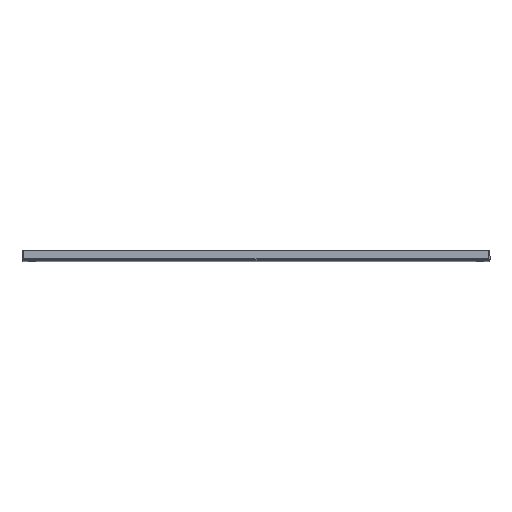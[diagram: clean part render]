
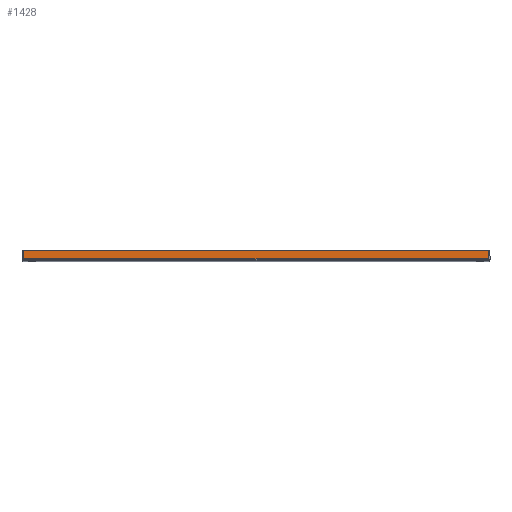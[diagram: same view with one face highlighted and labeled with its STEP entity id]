
A CAD part, top view. The second image highlights one B-rep face of the part: STEP entity #1428.
In plain terms, the highlighted planar face has unit normal (0, 0, 1).
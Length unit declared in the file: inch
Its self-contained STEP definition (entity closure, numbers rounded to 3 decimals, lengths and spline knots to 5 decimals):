
#24 = VERTEX_POINT ( 'NONE', #534 ) ;
#38 = EDGE_CURVE ( 'NONE', #24, #975, #81, .T. ) ;
#42 = VERTEX_POINT ( 'NONE', #414 ) ;
#58 = ORIENTED_EDGE ( 'NONE', *, *, #38, .T. ) ;
#81 = LINE ( 'NONE', #1465, #786 ) ;
#106 = EDGE_CURVE ( 'NONE', #975, #42, #1475, .T. ) ;
#122 = EDGE_CURVE ( 'NONE', #42, #1312, #190, .T. ) ;
#182 = CARTESIAN_POINT ( 'NONE',  ( -17.125, 0.125, 19. ) ) ;
#190 = LINE ( 'NONE', #211, #1322 ) ;
#211 = CARTESIAN_POINT ( 'NONE',  ( -17.125, 0.095, 19. ) ) ;
#229 = ORIENTED_EDGE ( 'NONE', *, *, #122, .T. ) ;
#260 = VECTOR ( 'NONE', #1203, 39.37008 ) ;
#287 = EDGE_LOOP ( 'NONE', ( #58, #436, #229, #402 ) ) ;
#402 = ORIENTED_EDGE ( 'NONE', *, *, #1155, .F. ) ;
#403 = DIRECTION ( 'NONE',  ( 0., 1., 0. ) ) ;
#414 = CARTESIAN_POINT ( 'NONE',  ( -17.125, 0.75, 19. ) ) ;
#430 = DIRECTION ( 'NONE',  ( 0., 1., 0. ) ) ;
#436 = ORIENTED_EDGE ( 'NONE', *, *, #106, .T. ) ;
#482 = CARTESIAN_POINT ( 'NONE',  ( 17.125, 0.75, 19. ) ) ;
#534 = CARTESIAN_POINT ( 'NONE',  ( 17.125, 0.125, 19. ) ) ;
#539 = PLANE ( 'NONE',  #591 ) ;
#591 = AXIS2_PLACEMENT_3D ( 'NONE', #874, #1253, #430 ) ;
#645 = DIRECTION ( 'NONE',  ( 0., -1., 0. ) ) ;
#760 = DIRECTION ( 'NONE',  ( -1., 0., 0. ) ) ;
#786 = VECTOR ( 'NONE', #403, 39.37008 ) ;
#796 = FACE_OUTER_BOUND ( 'NONE', #287, .T. ) ;
#874 = CARTESIAN_POINT ( 'NONE',  ( 17.125, 0.09379, 19. ) ) ;
#975 = VERTEX_POINT ( 'NONE', #482 ) ;
#1139 = VECTOR ( 'NONE', #760, 39.37008 ) ;
#1155 = EDGE_CURVE ( 'NONE', #24, #1312, #1315, .T. ) ;
#1196 = CARTESIAN_POINT ( 'NONE',  ( -17.125, 0.125, 19. ) ) ;
#1203 = DIRECTION ( 'NONE',  ( -1., 0., 0. ) ) ;
#1253 = DIRECTION ( 'NONE',  ( 0., 0., -1. ) ) ;
#1312 = VERTEX_POINT ( 'NONE', #182 ) ;
#1315 = LINE ( 'NONE', #1196, #260 ) ;
#1322 = VECTOR ( 'NONE', #645, 39.37008 ) ;
#1336 = CARTESIAN_POINT ( 'NONE',  ( 17.125, 0.75, 19. ) ) ;
#1428 = ADVANCED_FACE ( 'NONE', ( #796 ), #539, .F. ) ;
#1465 = CARTESIAN_POINT ( 'NONE',  ( 17.125, 0.095, 19. ) ) ;
#1475 = LINE ( 'NONE', #1336, #1139 ) ;
